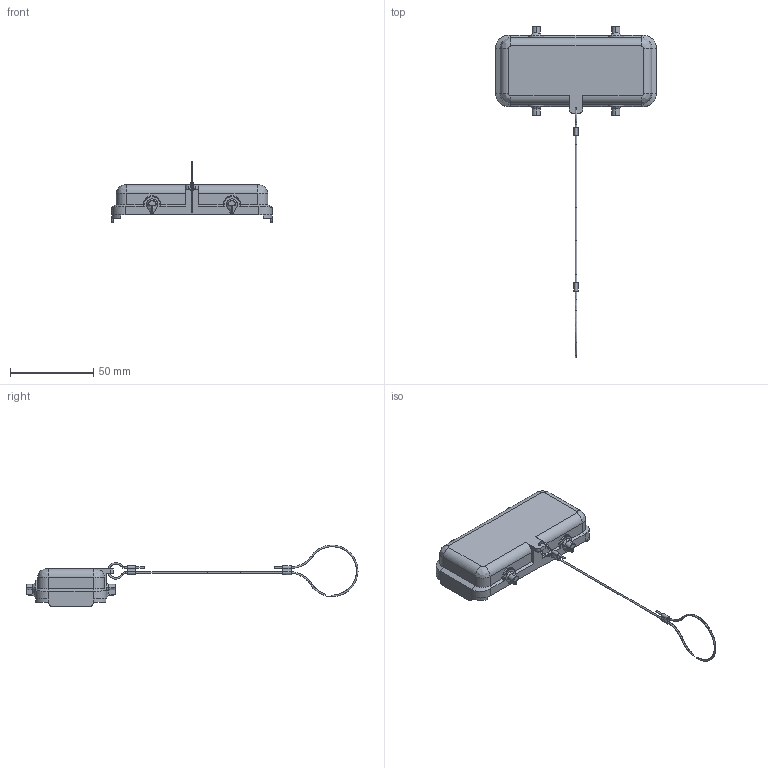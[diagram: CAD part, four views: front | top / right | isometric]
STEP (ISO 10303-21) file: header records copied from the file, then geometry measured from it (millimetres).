
FILE_DESCRIPTION(/* description */ (''),/* implementation_level */ '2;1');
FILE_NAME(/* name */ 'c146 10z016 100 1nxc001-01.stp',/* time_stamp */ '2019-02-05T12:55:47+01:00',/* author */ (''),/* organization */ (''),/* preprocessor_version */ 'ST-DEVELOPER v16.7',/* originating_system */ 'SIEMENS PLM Software NX 12.0',/* authorisation */ '');
FILE_SCHEMA (('AUTOMOTIVE_DESIGN { 1 0 10303 214 3 1 1 1 }'));
Length unit declared in the file: millimetre
Products named in the file (1): MBer2BE8531Cg0dc
Bounding box: 96.5 x 199.54 x 37.14 mm (x, y, z)
Volume: 20440 mm3; surface area: 17535.3 mm2
Topology: 1 solids, 1 shells, 229 faces, 549 edges, 334 vertices
Faces by surface type: bspline 77, cylinder 68, plane 64, torus 12, cone 4, extrusion 4
Full cylindrical faces by diameter (mm): 1 x1
Entity records: 10260 total; most frequent: CARTESIAN_POINT 5354, ORIENTED_EDGE 1070, DIRECTION 909, EDGE_CURVE 535, VERTEX_POINT 334, AXIS2_PLACEMENT_3D 332, EDGE_LOOP 259, VECTOR 245
